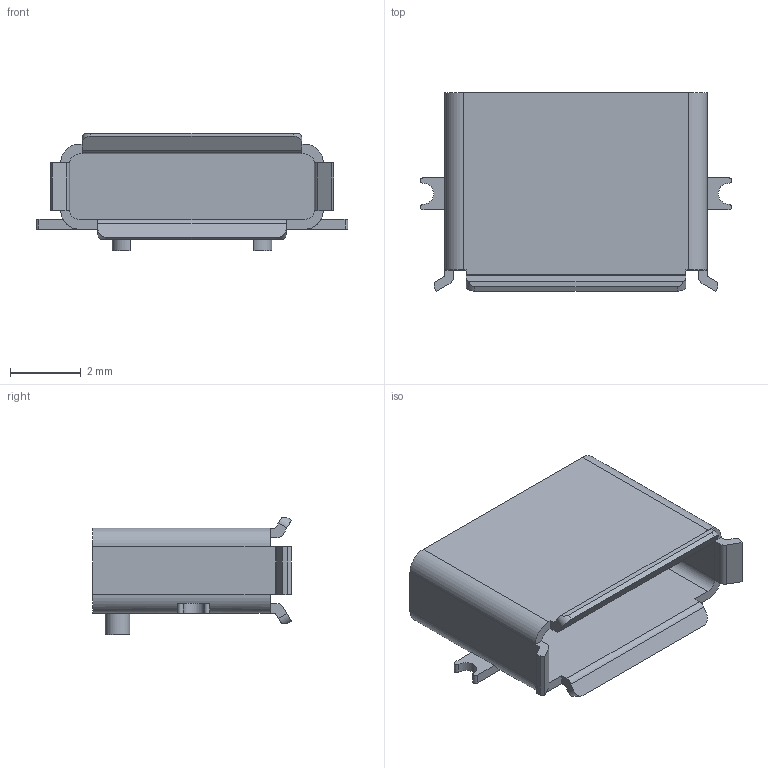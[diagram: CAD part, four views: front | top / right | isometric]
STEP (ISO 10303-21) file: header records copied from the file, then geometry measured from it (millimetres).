
FILE_DESCRIPTION(('FreeCAD Model'),'2;1');
FILE_NAME('Open CASCADE Shape Model','2023-03-14T19:44:09',(''),(''), 'Open CASCADE STEP processor 7.5','FreeCAD','Unknown');
FILE_SCHEMA(('AUTOMOTIVE_DESIGN { 1 0 10303 214 1 1 1 1 }'));
Length unit declared in the file: millimetre
Products named in the file (1): Body
Bounding box: 8.78 x 5.6 x 3.3 mm (x, y, z)
Volume: 46.6 mm3; surface area: 215 mm2
Topology: 1 solids, 1 shells, 76 faces, 212 edges, 140 vertices
Faces by surface type: plane 48, cylinder 28
Entity records: 5358 total; most frequent: CARTESIAN_POINT 1113, DIRECTION 810, LINE 504, VECTOR 504, ORIENTED_EDGE 424, PCURVE 424, DEFINITIONAL_REPRESENTATION 424, EDGE_CURVE 212
